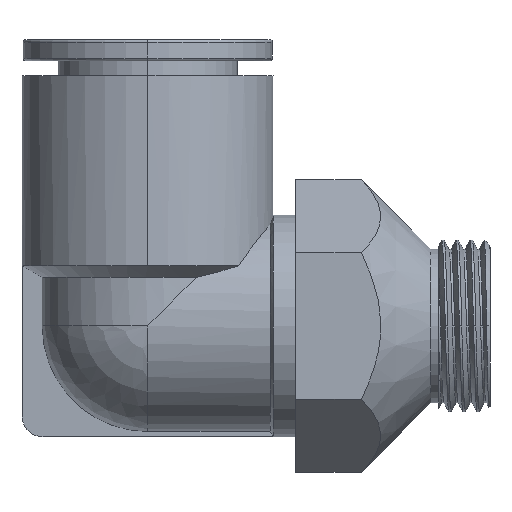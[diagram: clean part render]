
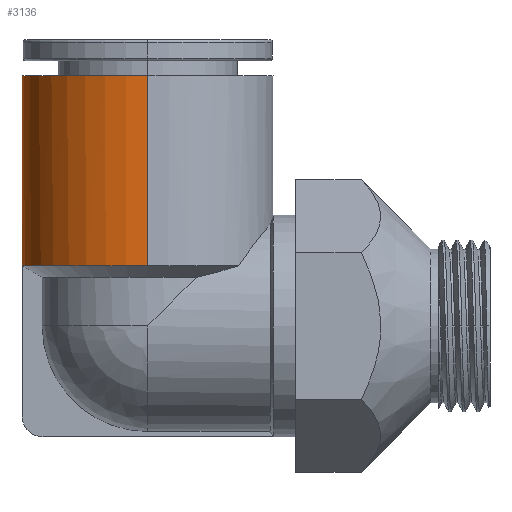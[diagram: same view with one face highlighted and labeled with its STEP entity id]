
A CAD part, left-side view. The second image highlights one B-rep face of the part: STEP entity #3136.
In plain terms, the highlighted cylindrical face has radius 11.9 mm (diameter 23.8 mm), a partial arc.
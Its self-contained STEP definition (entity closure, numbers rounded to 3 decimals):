
#21 = VERTEX_POINT ( 'NONE', #2709 ) ;
#55 = VERTEX_POINT ( 'NONE', #2073 ) ;
#146 = EDGE_CURVE ( 'NONE', #21, #2849, #1010, .T. ) ;
#160 = EDGE_LOOP ( 'NONE', ( #2504, #3156, #2468, #3075, #2973, #2212, #2885 ) ) ;
#174 = VERTEX_POINT ( 'NONE', #221 ) ;
#189 = DIRECTION ( 'NONE',  ( 0., 0., 1. ) ) ;
#221 = CARTESIAN_POINT ( 'NONE',  ( -0.5, 11.889, 5.7 ) ) ;
#321 = CARTESIAN_POINT ( 'NONE',  ( 0., 0., 5.7 ) ) ;
#331 = CARTESIAN_POINT ( 'NONE',  ( 11.9, 0., 23.7 ) ) ;
#371 = EDGE_CURVE ( 'NONE', #2849, #174, #908, .T. ) ;
#392 = VECTOR ( 'NONE', #189, 1000. ) ;
#427 = EDGE_CURVE ( 'NONE', #2686, #2761, #2210, .T. ) ;
#535 = VERTEX_POINT ( 'NONE', #1935 ) ;
#581 = AXIS2_PLACEMENT_3D ( 'NONE', #717, #2695, #2972 ) ;
#582 = LINE ( 'NONE', #331, #392 ) ;
#596 = DIRECTION ( 'NONE',  ( 0., 0., 1. ) ) ;
#657 = CARTESIAN_POINT ( 'NONE',  ( 0., 0., 5.7 ) ) ;
#717 = CARTESIAN_POINT ( 'NONE',  ( 0., 0., 23.7 ) ) ;
#754 = FACE_OUTER_BOUND ( 'NONE', #160, .T. ) ;
#813 = CIRCLE ( 'NONE', #2589, 11.9 ) ;
#907 = EDGE_CURVE ( 'NONE', #535, #2761, #2894, .T. ) ;
#908 = CIRCLE ( 'NONE', #3142, 11.9 ) ;
#978 = VECTOR ( 'NONE', #1865, 1000. ) ;
#1010 = CIRCLE ( 'NONE', #2835, 11.9 ) ;
#1209 = DIRECTION ( 'NONE',  ( 1., 0., 0. ) ) ;
#1312 = DIRECTION ( 'NONE',  ( 0., 0., 1. ) ) ;
#1396 = DIRECTION ( 'NONE',  ( 1., 0., 0. ) ) ;
#1416 = DIRECTION ( 'NONE',  ( 0., 0., 1. ) ) ;
#1759 = EDGE_CURVE ( 'NONE', #174, #2686, #813, .T. ) ;
#1785 = CARTESIAN_POINT ( 'NONE',  ( -11.9, 0., 23.7 ) ) ;
#1865 = DIRECTION ( 'NONE',  ( 0., 0., 1. ) ) ;
#1871 = CARTESIAN_POINT ( 'NONE',  ( -11.9, 0., 5.7 ) ) ;
#1885 = CARTESIAN_POINT ( 'NONE',  ( 0., 0., 5.7 ) ) ;
#1891 = AXIS2_PLACEMENT_3D ( 'NONE', #2398, #1416, #2220 ) ;
#1903 = EDGE_CURVE ( 'NONE', #55, #535, #582, .T. ) ;
#1908 = DIRECTION ( 'NONE',  ( 0., 0., 1. ) ) ;
#1935 = CARTESIAN_POINT ( 'NONE',  ( 11.9, 0., 23.7 ) ) ;
#1980 = DIRECTION ( 'NONE',  ( 1., 0., 0. ) ) ;
#1999 = CYLINDRICAL_SURFACE ( 'NONE', #1891, 11.9 ) ;
#2045 = EDGE_CURVE ( 'NONE', #55, #21, #2725, .T. ) ;
#2073 = CARTESIAN_POINT ( 'NONE',  ( 11.9, 0., 5.7 ) ) ;
#2210 = LINE ( 'NONE', #1785, #978 ) ;
#2212 = ORIENTED_EDGE ( 'NONE', *, *, #146, .T. ) ;
#2220 = DIRECTION ( 'NONE',  ( 1., 0., 0. ) ) ;
#2323 = DIRECTION ( 'NONE',  ( 0., 0., 1. ) ) ;
#2351 = CARTESIAN_POINT ( 'NONE',  ( 0., 11.9, 5.7 ) ) ;
#2392 = CARTESIAN_POINT ( 'NONE',  ( 0., 0., 5.7 ) ) ;
#2398 = CARTESIAN_POINT ( 'NONE',  ( 0., 0., 23.7 ) ) ;
#2468 = ORIENTED_EDGE ( 'NONE', *, *, #907, .F. ) ;
#2504 = ORIENTED_EDGE ( 'NONE', *, *, #1759, .T. ) ;
#2589 = AXIS2_PLACEMENT_3D ( 'NONE', #657, #2323, #2683 ) ;
#2683 = DIRECTION ( 'NONE',  ( 1., 0., 0. ) ) ;
#2686 = VERTEX_POINT ( 'NONE', #1871 ) ;
#2695 = DIRECTION ( 'NONE',  ( 0., 0., 1. ) ) ;
#2709 = CARTESIAN_POINT ( 'NONE',  ( 0.5, 11.889, 5.7 ) ) ;
#2725 = CIRCLE ( 'NONE', #3284, 11.9 ) ;
#2726 = CARTESIAN_POINT ( 'NONE',  ( -11.9, 0., 23.7 ) ) ;
#2761 = VERTEX_POINT ( 'NONE', #2726 ) ;
#2835 = AXIS2_PLACEMENT_3D ( 'NONE', #2392, #596, #1209 ) ;
#2849 = VERTEX_POINT ( 'NONE', #2351 ) ;
#2885 = ORIENTED_EDGE ( 'NONE', *, *, #371, .T. ) ;
#2894 = CIRCLE ( 'NONE', #581, 11.9 ) ;
#2973 = ORIENTED_EDGE ( 'NONE', *, *, #2045, .T. ) ;
#2972 = DIRECTION ( 'NONE',  ( 1., 0., 0. ) ) ;
#3075 = ORIENTED_EDGE ( 'NONE', *, *, #1903, .F. ) ;
#3136 = ADVANCED_FACE ( 'NONE', ( #754 ), #1999, .T. ) ;
#3142 = AXIS2_PLACEMENT_3D ( 'NONE', #321, #1312, #1396 ) ;
#3156 = ORIENTED_EDGE ( 'NONE', *, *, #427, .T. ) ;
#3284 = AXIS2_PLACEMENT_3D ( 'NONE', #1885, #1908, #1980 ) ;
